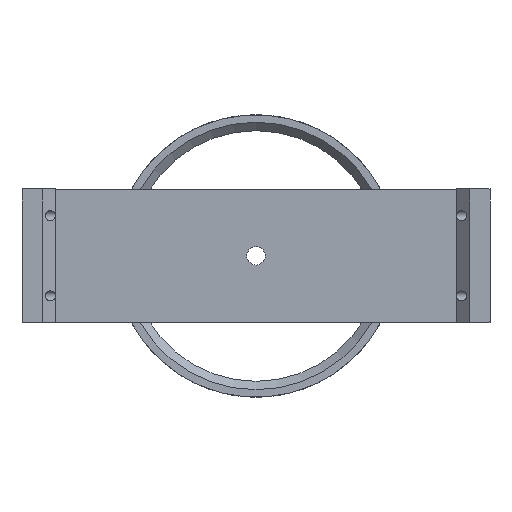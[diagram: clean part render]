
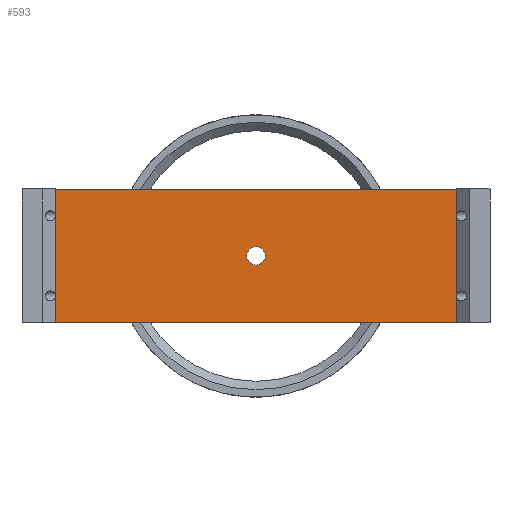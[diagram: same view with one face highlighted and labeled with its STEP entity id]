
A CAD part, top view. The second image highlights one B-rep face of the part: STEP entity #593.
In plain terms, the highlighted planar face has unit normal (0, 0, 1).
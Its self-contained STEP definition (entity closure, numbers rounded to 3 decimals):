
#20=FACE_BOUND('',#111,.T.);
#54=PLANE('',#662);
#78=FACE_OUTER_BOUND('',#110,.T.);
#110=EDGE_LOOP('',(#542,#543,#544,#545));
#111=EDGE_LOOP('',(#546));
#130=LINE('',#894,#188);
#145=LINE('',#921,#203);
#151=LINE('',#940,#209);
#164=LINE('',#962,#222);
#188=VECTOR('',#721,10.);
#203=VECTOR('',#738,10.);
#209=VECTOR('',#756,10.);
#222=VECTOR('',#771,10.);
#252=CIRCLE('',#659,2.75);
#273=VERTEX_POINT('',#891);
#274=VERTEX_POINT('',#893);
#285=VERTEX_POINT('',#919);
#292=VERTEX_POINT('',#939);
#307=VERTEX_POINT('',#997);
#335=EDGE_CURVE('',#274,#273,#130,.T.);
#350=EDGE_CURVE('',#273,#285,#145,.T.);
#360=EDGE_CURVE('',#292,#274,#151,.T.);
#373=EDGE_CURVE('',#285,#292,#164,.T.);
#392=EDGE_CURVE('',#307,#307,#252,.T.);
#542=ORIENTED_EDGE('',*,*,#373,.T.);
#543=ORIENTED_EDGE('',*,*,#360,.T.);
#544=ORIENTED_EDGE('',*,*,#335,.T.);
#545=ORIENTED_EDGE('',*,*,#350,.T.);
#546=ORIENTED_EDGE('',*,*,#392,.T.);
#593=ADVANCED_FACE('',(#78,#20),#54,.T.);
#659=AXIS2_PLACEMENT_3D('',#998,#820,#821);
#662=AXIS2_PLACEMENT_3D('',#1002,#827,#828);
#721=DIRECTION('',(0.,1.,0.));
#738=DIRECTION('',(-1.,0.,0.));
#756=DIRECTION('',(1.,0.,0.));
#771=DIRECTION('',(0.,-1.,0.));
#820=DIRECTION('center_axis',(0.,0.,-1.));
#821=DIRECTION('ref_axis',(-1.,0.,0.));
#827=DIRECTION('center_axis',(0.,0.,1.));
#828=DIRECTION('ref_axis',(-1.,0.,0.));
#891=CARTESIAN_POINT('',(60.,20.,23.5));
#893=CARTESIAN_POINT('',(60.,-20.,23.5));
#894=CARTESIAN_POINT('',(60.,10.,23.5));
#919=CARTESIAN_POINT('',(-60.,20.,23.5));
#921=CARTESIAN_POINT('',(-70.,20.,23.5));
#939=CARTESIAN_POINT('',(-60.,-20.,23.5));
#940=CARTESIAN_POINT('',(70.,-20.,23.5));
#962=CARTESIAN_POINT('',(-60.,-10.,23.5));
#997=CARTESIAN_POINT('',(2.75,0.,23.5));
#998=CARTESIAN_POINT('Origin',(0.,0.,23.5));
#1002=CARTESIAN_POINT('Origin',(0.,0.,
23.5));
